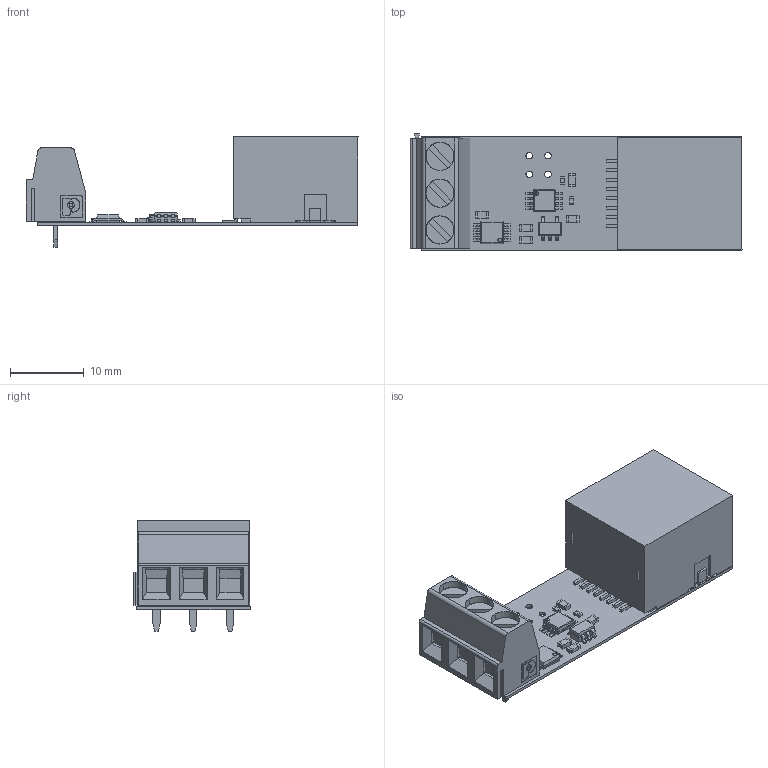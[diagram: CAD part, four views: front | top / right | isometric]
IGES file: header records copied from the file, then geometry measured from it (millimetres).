
Start section: SolidWorks IGES file using analytic representation for surfaces
Global section: file name: TRx.IGS; native system: SolidWorks 2017; preprocessor: SolidWorks 2017; author: KeyshotWorksCADPC; date: 190125.150634; units: metre
Bounding box: 45.12 x 15.79 x 15 mm (x, y, z)
Surface area: 4484.2 mm2 (no closed solid volume)
Topology: 0 solids, 0 shells, 933 faces, 6397 edges, 6379 vertices
Faces by surface type: bspline 725, revolution 208
